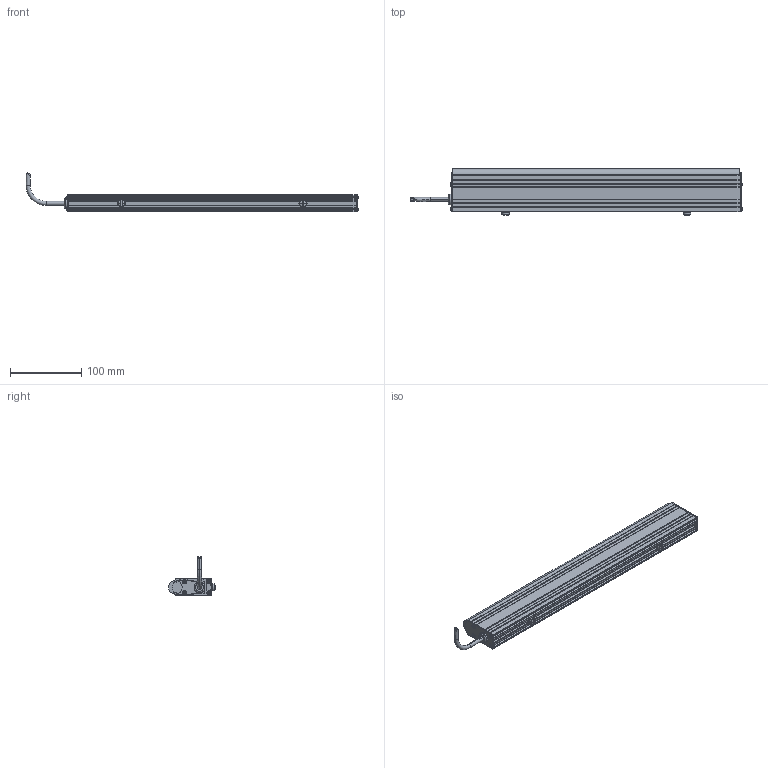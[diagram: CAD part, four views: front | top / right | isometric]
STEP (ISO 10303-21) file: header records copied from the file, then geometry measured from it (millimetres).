
FILE_DESCRIPTION (( 'STEP AP214' ), '1' );
FILE_NAME ('LL163A_LL163A060.stp', '2021-05-24T16:45:18', ( '' ), ( '' ), 'SwSTEP 2.0', 'SolidWorks 2018', '' );
FILE_SCHEMA (( 'AUTOMOTIVE_DESIGN' ));
Length unit declared in the file: inch
Products named in the file (10): 086-02-004; 1157 (no strap); 163-01-008-XXX_163-01-008-060; 092408_TRUNCATED; CHM6x8_91460A312; 086-02-003_Default<As Machined>; LL163A_LL163A060; 093145_93701A253; HN-M6_90592A016; 163-01-006A-XXX_163-01-006A-060
Assembly tree (18 placements, depth 2):
  LL163A_LL163A060
    163-01-008-XXX_163-01-008-060
    086-02-003_Default<As Machined>
    163-01-006A-XXX_163-01-006A-060
    HN-M6_90592A016  x2
    CHM6x8_91460A312  x2
    086-02-004
    1157 (no strap)
    093145_93701A253  x8
    092408_TRUNCATED
Bounding box: 464.54 x 65.69 x 55.65 mm (x, y, z)
Volume: 286957.6 mm3; surface area: 166857.9 mm2
Topology: 26 solids, 26 shells, 1406 faces, 3712 edges, 2311 vertices
Faces by surface type: cylinder 869, cone 249, plane 189, torus 59, bspline 32, sphere 8
Entity records: 21507 total; most frequent: CARTESIAN_POINT 6629, ORIENTED_EDGE 3048, DIRECTION 2915, EDGE_CURVE 1524, AXIS2_PLACEMENT_3D 1109, VERTEX_POINT 984, VECTOR 697, LINE 697
